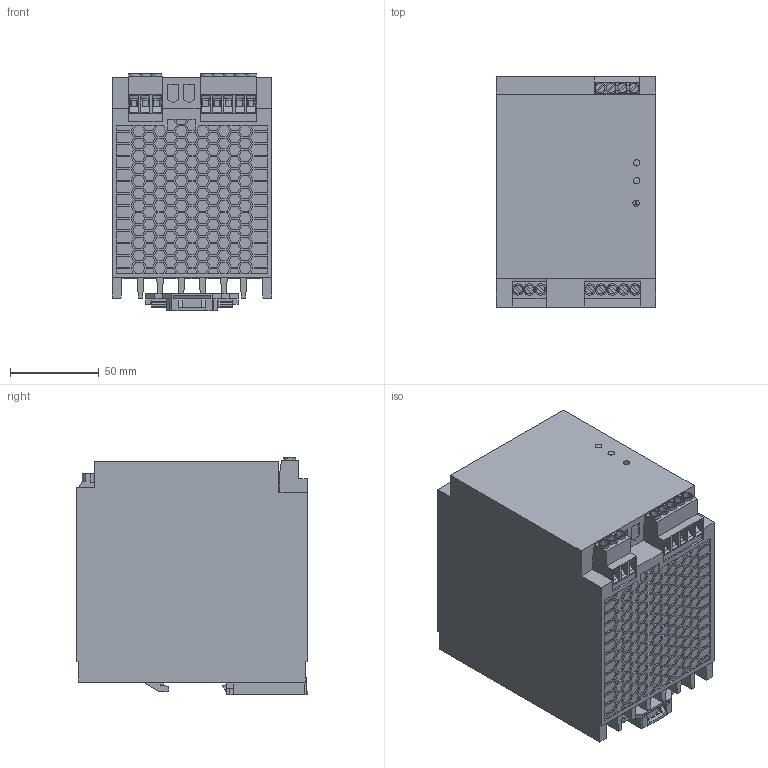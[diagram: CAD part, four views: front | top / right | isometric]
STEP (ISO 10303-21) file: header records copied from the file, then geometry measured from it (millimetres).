
FILE_DESCRIPTION(('Creo Elements/Direct Modeling STEP Export'),'2;1');
FILE_NAME('model.stp','2018-03-22T15:21:25',(''),(''),'Creo Elements/Direct Modeling STEP processor for AP214 (Solid Model)','Creo Elements/Direct Modeling 18.1I 14-Aug-2016 (C) Parametric Technology GmbH','');
FILE_SCHEMA(('AUTOMOTIVE_DESIGN { 1 0 10303 214 1 1 1 1 }'));
Products named in the file (2): QUINT_PS_1AC_24DC_20-select
Assembly tree (1 placements, depth 2):
  QUINT_PS_1AC_24DC_20-select
    QUINT_PS_1AC_24DC_20-select
Bounding box: 90 x 130.09 x 133.69 mm (x, y, z)
Volume: 1349735.6 mm3; surface area: 116747.2 mm2
Topology: 1 solids, 1 shells, 2836 faces, 7330 edges, 4878 vertices
Faces by surface type: plane 2778, cylinder 58
Entity records: 91110 total; most frequent: CARTESIAN_POINT 14888, ORIENTED_EDGE 14660, DIRECTION 12899, EDGE_CURVE 7330, VECTOR 7121, LINE 7121, VERTEX_POINT 4878, EDGE_LOOP 3226
